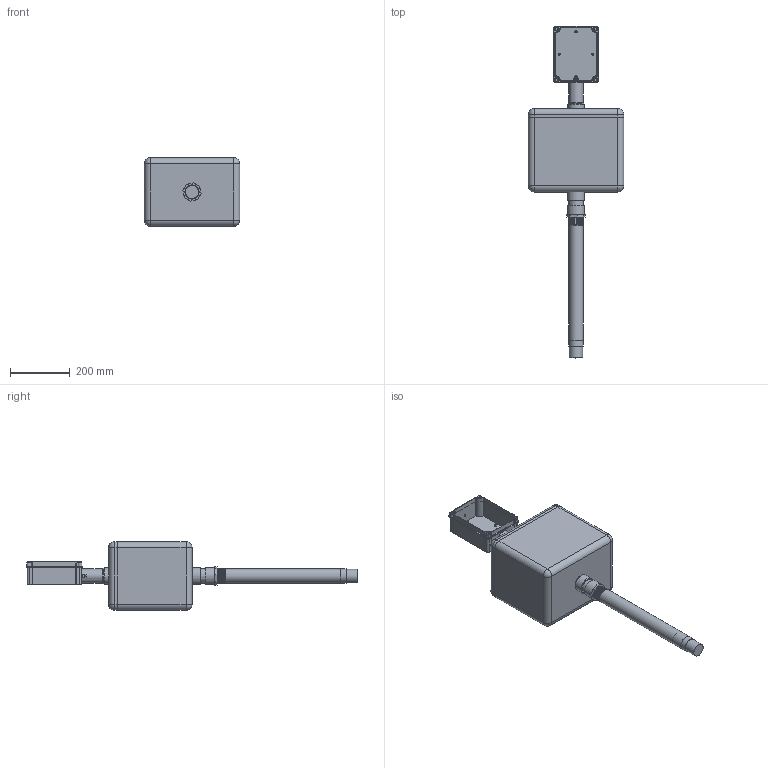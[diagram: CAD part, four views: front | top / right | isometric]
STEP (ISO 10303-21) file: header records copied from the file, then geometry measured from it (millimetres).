
FILE_DESCRIPTION(/* description */ (''),/* implementation_level */ '2;1');
FILE_NAME(/* name */ 'DataBuoy.step',/* time_stamp */ '2022-04-05T09:59:31-05:00',/* author */ (''),/* organization */ (''),/* preprocessor_version */ 'ST-DEVELOPER v18.1',/* originating_system */ 'Autodesk Translation Framework v10.14.0.1471',/* authorisation */ '');
FILE_SCHEMA (('AUTOMOTIVE_DESIGN { 1 0 10303 214 3 1 1 }'));
Length unit declared in the file: millimetre
Products named in the file (22): Ensamble_de_ensambles; Sistema flotacion; Nevera 10l; Sellador_elastico; PVC 1-1-2-300mm; Tapa_nevera; Transicion_PVC_1_1_2; PVC 1-1-2-100mm; Macho 1_1_2; Proteccion sondas; PVC 1-1-2-500mm; Tapon_peso; Hembra 1-1-2; Sistema proteccion electronica; Buje_1_1_2_a_3_4; Union 3_4; Union 3_4_2; Prensa; estopa; Caja de paso Dexson; PVC 1-1-2-70mm; escuadra
Assembly tree (24 placements, depth 3):
  Ensamble_de_ensambles
    Sistema flotacion
      Nevera 10l
      Macho 1_1_2  x2
      Sellador_elastico
      Hembra 1-1-2
      PVC 1-1-2-300mm
      Tapa_nevera
      Transicion_PVC_1_1_2
      PVC 1-1-2-100mm
    Proteccion sondas
      PVC 1-1-2-500mm
      Tapon_peso
      Hembra 1-1-2
    Sistema proteccion electronica
      Buje_1_1_2_a_3_4
      Union 3_4
      Union 3_4_2
      Prensa
      estopa
      Caja de paso Dexson
      PVC 1-1-2-70mm
      escuadra  x2
Bounding box: 320 x 1114 x 230 mm (x, y, z)
Volume: 9750004.6 mm3; surface area: 1414938.3 mm2
Topology: 22 solids, 22 shells, 685 faces, 1770 edges, 1148 vertices
Faces by surface type: cylinder 415, plane 245, bspline 16, sphere 9
Full cylindrical faces by diameter (mm): 3 x8, 6.5 x1, 7 x4, 9 x4, 13.977 x1, 16 x1, 18 x29, 19.083 x26, 20 x1, 24 x1, 26 x3, 32 x1, 37 x2, 41 x1, 44 x6, 45.647 x42, 46 x57, 47 x43, 47.353 x54, 48 x12, 55 x1, 56 x4, 57 x2
Entity records: 27593 total; most frequent: CARTESIAN_POINT 14753, ORIENTED_EDGE 2696, DIRECTION 2442, EDGE_CURVE 1348, VERTEX_POINT 874, AXIS2_PLACEMENT_3D 863, LINE 716, VECTOR 716
